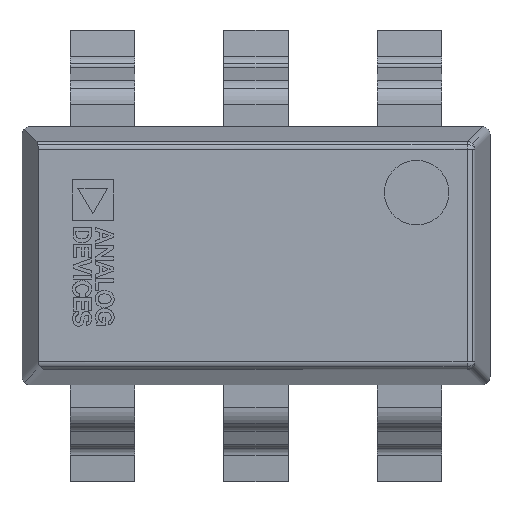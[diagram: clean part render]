
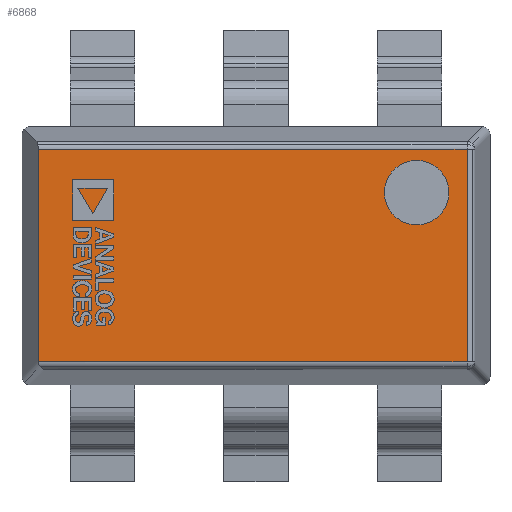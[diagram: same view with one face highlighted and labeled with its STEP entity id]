
A CAD part, top view. The second image highlights one B-rep face of the part: STEP entity #6868.
In plain terms, the highlighted planar face has unit normal (0, 0, 1).
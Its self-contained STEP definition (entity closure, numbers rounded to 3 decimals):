
#615 = VERTEX_POINT ( 'NONE', #4871 ) ;
#619 = EDGE_CURVE ( 'NONE', #4991, #2565, #1544, .T. ) ;
#669 = ORIENTED_EDGE ( 'NONE', *, *, #619, .F. ) ;
#1270 = DIRECTION ( 'NONE',  ( -1., 0., 0. ) ) ;
#1273 = EDGE_CURVE ( 'NONE', #7815, #4991, #3926, .T. ) ;
#1347 = CARTESIAN_POINT ( 'NONE',  ( 0.658, 1.308, 1.3 ) ) ;
#1481 = CARTESIAN_POINT ( 'NONE',  ( 0.651, -1.35, 1.3 ) ) ;
#1544 = LINE ( 'NONE', #4158, #2447 ) ;
#1699 = CARTESIAN_POINT ( 'NONE',  ( 0., 0., 1.3 ) ) ;
#1841 = CARTESIAN_POINT ( 'NONE',  ( 0.655, -1.35, 1.3 ) ) ;
#1883 = CARTESIAN_POINT ( 'NONE',  ( 0.653, -1.35, 1.3 ) ) ;
#1911 = ORIENTED_EDGE ( 'NONE', *, *, #4994, .F. ) ;
#2171 = VECTOR ( 'NONE', #1270, 1000. ) ;
#2325 = VECTOR ( 'NONE', #7097, 1000. ) ;
#2366 = CARTESIAN_POINT ( 'NONE',  ( 0.658, -0.362, 1.3 ) ) ;
#2447 = VECTOR ( 'NONE', #4687, 1000. ) ;
#2537 = ORIENTED_EDGE ( 'NONE', *, *, #1273, .F. ) ;
#2555 = ORIENTED_EDGE ( 'NONE', *, *, #6137, .F. ) ;
#2565 = VERTEX_POINT ( 'NONE', #6177 ) ;
#2574 = CARTESIAN_POINT ( 'NONE',  ( 0.2, 1.308, 1.3 ) ) ;
#2908 = PLANE ( 'NONE',  #8517 ) ;
#3026 = VECTOR ( 'NONE', #7938, 1000. ) ;
#3031 = DIRECTION ( 'NONE',  ( 1., 0., 0. ) ) ;
#3189 = CARTESIAN_POINT ( 'NONE',  ( 0.658, -1.35, 1.3 ) ) ;
#3314 = CARTESIAN_POINT ( 'NONE',  ( -0.658, -1.35, 1.3 ) ) ;
#3684 = EDGE_CURVE ( 'NONE', #2565, #8206, #7985, .T. ) ;
#3695 = FACE_OUTER_BOUND ( 'NONE', #8265, .T. ) ;
#3926 = LINE ( 'NONE', #4572, #2171 ) ;
#4158 = CARTESIAN_POINT ( 'NONE',  ( -0.658, 0.362, 1.3 ) ) ;
#4567 =( BOUNDED_CURVE ( )  B_SPLINE_CURVE ( 3, ( #3189, #1841, #1883, #5970 ),
 .UNSPECIFIED., .F., .F. ) 
 B_SPLINE_CURVE_WITH_KNOTS ( ( 4, 4 ),
 ( 0.634, 0.772 ),
 .UNSPECIFIED. ) 
 CURVE ( )  GEOMETRIC_REPRESENTATION_ITEM ( )  RATIONAL_B_SPLINE_CURVE ( ( 1., 0.998, 0.998, 1. ) ) 
 REPRESENTATION_ITEM ( '' )  );
#4572 = CARTESIAN_POINT ( 'NONE',  ( -0.4, -1.35, 1.3 ) ) ;
#4687 = DIRECTION ( 'NONE',  ( 0., 1., 0. ) ) ;
#4871 = CARTESIAN_POINT ( 'NONE',  ( 0.658, -1.35, 1.3 ) ) ;
#4991 = VERTEX_POINT ( 'NONE', #3314 ) ;
#4994 = EDGE_CURVE ( 'NONE', #615, #7815, #4567, .T. ) ;
#5112 = LINE ( 'NONE', #2366, #2325 ) ;
#5611 = DIRECTION ( 'NONE',  ( 0., 0., 1. ) ) ;
#5768 = ORIENTED_EDGE ( 'NONE', *, *, #3684, .F. ) ;
#5970 = CARTESIAN_POINT ( 'NONE',  ( 0.651, -1.35, 1.3 ) ) ;
#6137 = EDGE_CURVE ( 'NONE', #8206, #615, #5112, .T. ) ;
#6177 = CARTESIAN_POINT ( 'NONE',  ( -0.658, 1.308, 1.3 ) ) ;
#6868 = ADVANCED_FACE ( 'NONE', ( #3695 ), #2908, .T. ) ;
#7097 = DIRECTION ( 'NONE',  ( 0., -1., 0. ) ) ;
#7815 = VERTEX_POINT ( 'NONE', #1481 ) ;
#7938 = DIRECTION ( 'NONE',  ( 1., 0., 0. ) ) ;
#7985 = LINE ( 'NONE', #2574, #3026 ) ;
#8206 = VERTEX_POINT ( 'NONE', #1347 ) ;
#8265 = EDGE_LOOP ( 'NONE', ( #669, #2537, #1911, #2555, #5768 ) ) ;
#8517 = AXIS2_PLACEMENT_3D ( 'NONE', #1699, #5611, #3031 ) ;
